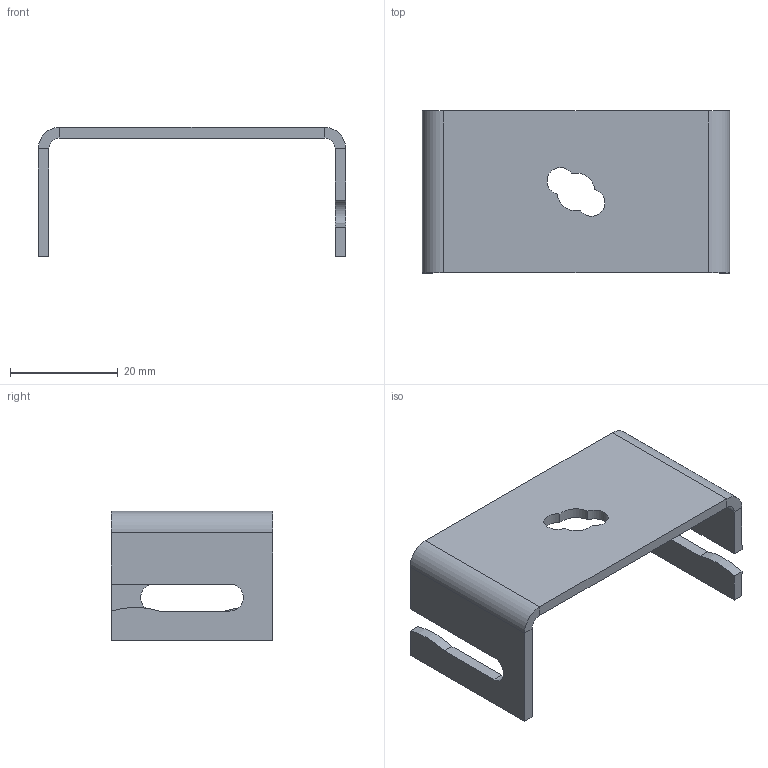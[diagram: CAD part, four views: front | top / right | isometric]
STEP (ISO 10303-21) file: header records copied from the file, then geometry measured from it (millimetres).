
FILE_DESCRIPTION(/* description */ (''),/* implementation_level */ '2;1');
FILE_NAME(/* name */ '503350.050 DPP-B50-S4-G-01.ipt.stp',/* time_stamp */ '2023-05-18T15:13:23+03:00',/* author */ ('Manager2'),/* organization */ (''),/* preprocessor_version */ 'ST-DEVELOPER v19.2',/* originating_system */ 'Autodesk Inventor 2023',/* authorisation */ '');
FILE_SCHEMA (('AUTOMOTIVE_DESIGN { 1 0 10303 214 3 1 1 }'));
Length unit declared in the file: millimetre
Products named in the file (1): Деталь2-01
Bounding box: 57 x 30 x 24 mm (x, y, z)
Volume: 5320.6 mm3; surface area: 6084.5 mm2
Topology: 1 solids, 1 shells, 36 faces, 86 edges, 52 vertices
Faces by surface type: plane 24, cylinder 12
Entity records: 1109 total; most frequent: DIRECTION 184, CARTESIAN_POINT 175, ORIENTED_EDGE 172, EDGE_CURVE 86, LINE 62, VECTOR 62, AXIS2_PLACEMENT_3D 61, VERTEX_POINT 52
